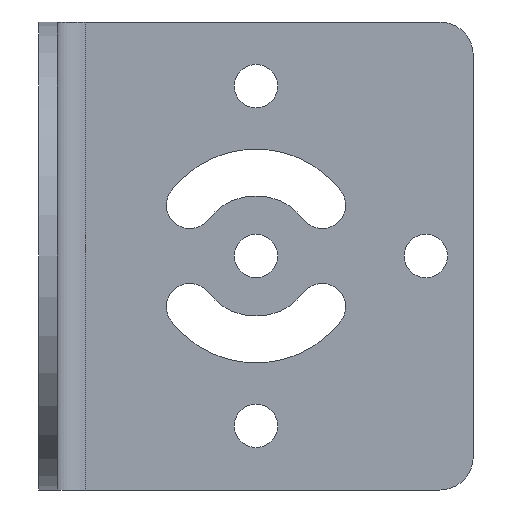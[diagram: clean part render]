
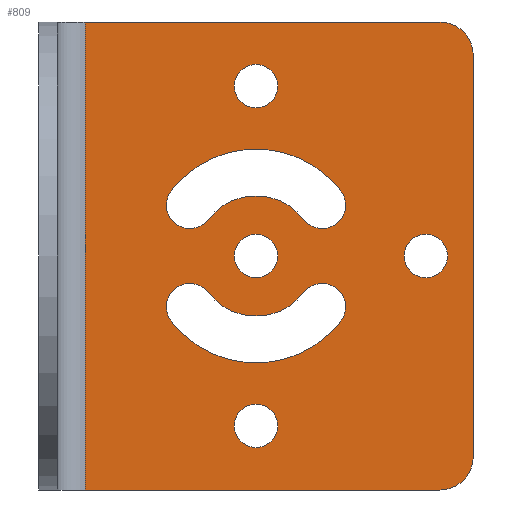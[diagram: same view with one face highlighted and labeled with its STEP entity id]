
A CAD part, left-side view. The second image highlights one B-rep face of the part: STEP entity #809.
In plain terms, the highlighted planar face has unit normal (-1, 0, 0).
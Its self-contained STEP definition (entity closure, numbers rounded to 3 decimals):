
#103=DIRECTION('',(0.,0.,-1.));
#104=VECTOR('',#103,60.);
#105=CARTESIAN_POINT('',(-2.77,-32.5,30.));
#106=LINE('',#105,#104);
#119=DIRECTION('',(0.,1.,0.));
#120=VECTOR('',#119,53.03);
#121=CARTESIAN_POINT('',(-2.77,-27.5,-35.));
#122=LINE('',#121,#120);
#194=DIRECTION('',(0.,-1.,0.));
#195=VECTOR('',#194,53.03);
#196=CARTESIAN_POINT('',(-2.77,25.53,35.));
#197=LINE('',#196,#195);
#206=CARTESIAN_POINT('',(-2.77,-27.5,30.));
#207=DIRECTION('',(1.,0.,0.));
#208=DIRECTION('',(0.,0.,1.));
#209=AXIS2_PLACEMENT_3D('',#206,#207,#208);
#211=CARTESIAN_POINT('',(-2.77,-27.5,-30.));
#212=DIRECTION('',(1.,0.,0.));
#213=DIRECTION('',(0.,-1.,0.));
#214=AXIS2_PLACEMENT_3D('',#211,#212,#213);
#216=CARTESIAN_POINT('',(-2.77,0.,0.));
#217=DIRECTION('',(1.,0.,0.));
#218=DIRECTION('',(0.,0.793,0.609));
#219=AXIS2_PLACEMENT_3D('',#216,#217,#218);
#221=CARTESIAN_POINT('',(-2.77,-9.917,7.61));
#222=DIRECTION('',(-1.,0.,0.));
#223=DIRECTION('',(0.,0.793,-0.609));
#224=AXIS2_PLACEMENT_3D('',#221,#222,#223);
#226=CARTESIAN_POINT('',(-2.77,0.,0.));
#227=DIRECTION('',(-1.,0.,0.));
#228=DIRECTION('',(0.,-0.793,0.609));
#229=AXIS2_PLACEMENT_3D('',#226,#227,#228);
#231=CARTESIAN_POINT('',(-2.77,9.917,7.61));
#232=DIRECTION('',(-1.,0.,0.));
#233=DIRECTION('',(0.,0.793,0.609));
#234=AXIS2_PLACEMENT_3D('',#231,#232,#233);
#236=CARTESIAN_POINT('',(-2.77,0.,0.));
#237=DIRECTION('',(-1.,0.,0.));
#238=DIRECTION('',(0.,0.,-1.));
#239=AXIS2_PLACEMENT_3D('',#236,#237,#238);
#241=CARTESIAN_POINT('',(-2.77,0.,0.));
#242=DIRECTION('',(-1.,0.,0.));
#243=DIRECTION('',(0.,0.,1.));
#244=AXIS2_PLACEMENT_3D('',#241,#242,#243);
#246=CARTESIAN_POINT('',(-2.77,0.,0.));
#247=DIRECTION('',(-1.,0.,0.));
#248=DIRECTION('',(0.,0.793,-0.609));
#249=AXIS2_PLACEMENT_3D('',#246,#247,#248);
#251=CARTESIAN_POINT('',(-2.77,-9.917,-7.61));
#252=DIRECTION('',(-1.,0.,0.));
#253=DIRECTION('',(0.,-0.793,-0.609));
#254=AXIS2_PLACEMENT_3D('',#251,#252,#253);
#256=CARTESIAN_POINT('',(-2.77,0.,0.));
#257=DIRECTION('',(1.,0.,0.));
#258=DIRECTION('',(0.,-0.793,-0.609));
#259=AXIS2_PLACEMENT_3D('',#256,#257,#258);
#261=CARTESIAN_POINT('',(-2.77,9.917,-7.61));
#262=DIRECTION('',(-1.,0.,0.));
#263=DIRECTION('',(0.,-0.793,0.609));
#264=AXIS2_PLACEMENT_3D('',#261,#262,#263);
#266=CARTESIAN_POINT('',(-2.77,-25.4,0.));
#267=DIRECTION('',(-1.,0.,0.));
#268=DIRECTION('',(0.,0.,-1.));
#269=AXIS2_PLACEMENT_3D('',#266,#267,#268);
#271=CARTESIAN_POINT('',(-2.77,-25.4,0.));
#272=DIRECTION('',(-1.,0.,0.));
#273=DIRECTION('',(0.,0.,1.));
#274=AXIS2_PLACEMENT_3D('',#271,#272,#273);
#276=CARTESIAN_POINT('',(-2.77,0.,-25.4));
#277=DIRECTION('',(-1.,0.,0.));
#278=DIRECTION('',(0.,0.,-1.));
#279=AXIS2_PLACEMENT_3D('',#276,#277,#278);
#281=CARTESIAN_POINT('',(-2.77,0.,-25.4));
#282=DIRECTION('',(-1.,0.,0.));
#283=DIRECTION('',(0.,0.,1.));
#284=AXIS2_PLACEMENT_3D('',#281,#282,#283);
#286=CARTESIAN_POINT('',(-2.77,0.,25.4));
#287=DIRECTION('',(-1.,0.,0.));
#288=DIRECTION('',(0.,0.,-1.));
#289=AXIS2_PLACEMENT_3D('',#286,#287,#288);
#291=CARTESIAN_POINT('',(-2.77,0.,25.4));
#292=DIRECTION('',(-1.,0.,0.));
#293=DIRECTION('',(0.,0.,1.));
#294=AXIS2_PLACEMENT_3D('',#291,#292,#293);
#300=DIRECTION('',(0.,0.,1.));
#301=VECTOR('',#300,70.);
#302=CARTESIAN_POINT('',(-2.77,25.53,-35.));
#303=LINE('',#302,#301);
#443=CARTESIAN_POINT('',(-2.77,0.,-3.25));
#444=VERTEX_POINT('',#443);
#445=CARTESIAN_POINT('',(-2.77,0.,3.25));
#446=VERTEX_POINT('',#445);
#447=CARTESIAN_POINT('',(-2.77,-27.5,35.));
#448=CARTESIAN_POINT('',(-2.77,-32.5,30.));
#449=VERTEX_POINT('',#447);
#450=VERTEX_POINT('',#448);
#451=CARTESIAN_POINT('',(-2.77,25.53,35.));
#452=VERTEX_POINT('',#451);
#453=CARTESIAN_POINT('',(-2.77,25.53,-35.));
#454=VERTEX_POINT('',#453);
#455=CARTESIAN_POINT('',(-2.77,-27.5,-35.));
#456=VERTEX_POINT('',#455);
#457=CARTESIAN_POINT('',(-2.77,-32.5,-30.));
#458=VERTEX_POINT('',#457);
#459=CARTESIAN_POINT('',(-2.77,7.14,5.479));
#460=CARTESIAN_POINT('',(-2.77,-7.14,5.479));
#461=VERTEX_POINT('',#459);
#462=VERTEX_POINT('',#460);
#463=CARTESIAN_POINT('',(-2.77,12.694,9.74));
#464=VERTEX_POINT('',#463);
#465=CARTESIAN_POINT('',(-2.77,-12.694,9.74));
#466=VERTEX_POINT('',#465);
#467=CARTESIAN_POINT('',(-2.77,12.694,-9.74));
#468=CARTESIAN_POINT('',(-2.77,-12.694,-9.74));
#469=VERTEX_POINT('',#467);
#470=VERTEX_POINT('',#468);
#471=CARTESIAN_POINT('',(-2.77,7.14,-5.479));
#472=VERTEX_POINT('',#471);
#473=CARTESIAN_POINT('',(-2.77,-7.14,-5.479));
#474=VERTEX_POINT('',#473);
#475=CARTESIAN_POINT('',(-2.77,-25.4,-3.25));
#476=CARTESIAN_POINT('',(-2.77,-25.4,3.25));
#477=VERTEX_POINT('',#475);
#478=VERTEX_POINT('',#476);
#479=CARTESIAN_POINT('',(-2.77,0.,-28.65));
#480=CARTESIAN_POINT('',(-2.77,0.,-22.15));
#481=VERTEX_POINT('',#479);
#482=VERTEX_POINT('',#480);
#483=CARTESIAN_POINT('',(-2.77,0.,22.15));
#484=CARTESIAN_POINT('',(-2.77,0.,28.65));
#485=VERTEX_POINT('',#483);
#486=VERTEX_POINT('',#484);
#751=CARTESIAN_POINT('',(-2.77,-3.485,0.));
#752=DIRECTION('',(1.,0.,0.));
#753=DIRECTION('',(0.,0.,-1.));
#754=AXIS2_PLACEMENT_3D('',#751,#752,#753);
#755=PLANE('',#754);
#756=ORIENTED_EDGE('',*,*,#583,.T.);
#757=ORIENTED_EDGE('',*,*,#599,.T.);
#758=ORIENTED_EDGE('',*,*,#612,.T.);
#759=ORIENTED_EDGE('',*,*,#627,.T.);
#761=ORIENTED_EDGE('',*,*,#760,.T.);
#762=ORIENTED_EDGE('',*,*,#744,.T.);
#763=EDGE_LOOP('',(#756,#757,#758,#759,#761,#762));
#764=FACE_OUTER_BOUND('',#763,.F.);
#766=ORIENTED_EDGE('',*,*,#765,.T.);
#768=ORIENTED_EDGE('',*,*,#767,.T.);
#770=ORIENTED_EDGE('',*,*,#769,.T.);
#772=ORIENTED_EDGE('',*,*,#771,.T.);
#773=EDGE_LOOP('',(#766,#768,#770,#772));
#774=FACE_BOUND('',#773,.F.);
#776=ORIENTED_EDGE('',*,*,#775,.T.);
#778=ORIENTED_EDGE('',*,*,#777,.T.);
#779=EDGE_LOOP('',(#776,#778));
#780=FACE_BOUND('',#779,.F.);
#782=ORIENTED_EDGE('',*,*,#781,.T.);
#784=ORIENTED_EDGE('',*,*,#783,.T.);
#786=ORIENTED_EDGE('',*,*,#785,.T.);
#788=ORIENTED_EDGE('',*,*,#787,.T.);
#789=EDGE_LOOP('',(#782,#784,#786,#788));
#790=FACE_BOUND('',#789,.F.);
#792=ORIENTED_EDGE('',*,*,#791,.T.);
#794=ORIENTED_EDGE('',*,*,#793,.T.);
#795=EDGE_LOOP('',(#792,#794));
#796=FACE_BOUND('',#795,.F.);
#798=ORIENTED_EDGE('',*,*,#797,.T.);
#800=ORIENTED_EDGE('',*,*,#799,.T.);
#801=EDGE_LOOP('',(#798,#800));
#802=FACE_BOUND('',#801,.F.);
#804=ORIENTED_EDGE('',*,*,#803,.T.);
#806=ORIENTED_EDGE('',*,*,#805,.T.);
#807=EDGE_LOOP('',(#804,#806));
#808=FACE_BOUND('',#807,.F.);
#809=ADVANCED_FACE('',(#764,#774,#780,#790,#796,#802,#808),#755,.F.);
#210=CIRCLE('',#209,5.);
#215=CIRCLE('',#214,5.);
#220=CIRCLE('',#219,9.);
#225=CIRCLE('',#224,3.5);
#230=CIRCLE('',#229,16.);
#235=CIRCLE('',#234,3.5);
#240=CIRCLE('',#239,3.25);
#245=CIRCLE('',#244,3.25);
#250=CIRCLE('',#249,16.);
#255=CIRCLE('',#254,3.5);
#260=CIRCLE('',#259,9.);
#265=CIRCLE('',#264,3.5);
#270=CIRCLE('',#269,3.25);
#275=CIRCLE('',#274,3.25);
#280=CIRCLE('',#279,3.25);
#285=CIRCLE('',#284,3.25);
#290=CIRCLE('',#289,3.25);
#295=CIRCLE('',#294,3.25);
#583=EDGE_CURVE('',#449,#450,#210,.T.);
#599=EDGE_CURVE('',#450,#458,#106,.T.);
#612=EDGE_CURVE('',#458,#456,#215,.T.);
#627=EDGE_CURVE('',#456,#454,#122,.T.);
#744=EDGE_CURVE('',#452,#449,#197,.T.);
#760=EDGE_CURVE('',#454,#452,#303,.T.);
#765=EDGE_CURVE('',#461,#462,#220,.T.);
#767=EDGE_CURVE('',#462,#466,#225,.T.);
#769=EDGE_CURVE('',#466,#464,#230,.T.);
#771=EDGE_CURVE('',#464,#461,#235,.T.);
#775=EDGE_CURVE('',#444,#446,#240,.T.);
#777=EDGE_CURVE('',#446,#444,#245,.T.);
#781=EDGE_CURVE('',#469,#470,#250,.T.);
#783=EDGE_CURVE('',#470,#474,#255,.T.);
#785=EDGE_CURVE('',#474,#472,#260,.T.);
#787=EDGE_CURVE('',#472,#469,#265,.T.);
#791=EDGE_CURVE('',#477,#478,#270,.T.);
#793=EDGE_CURVE('',#478,#477,#275,.T.);
#797=EDGE_CURVE('',#481,#482,#280,.T.);
#799=EDGE_CURVE('',#482,#481,#285,.T.);
#803=EDGE_CURVE('',#485,#486,#290,.T.);
#805=EDGE_CURVE('',#486,#485,#295,.T.);
